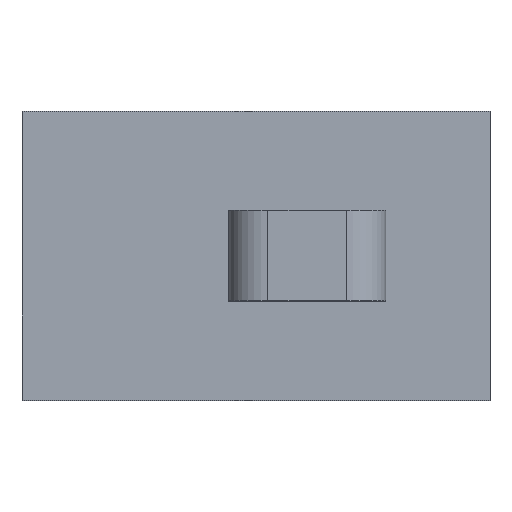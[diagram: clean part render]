
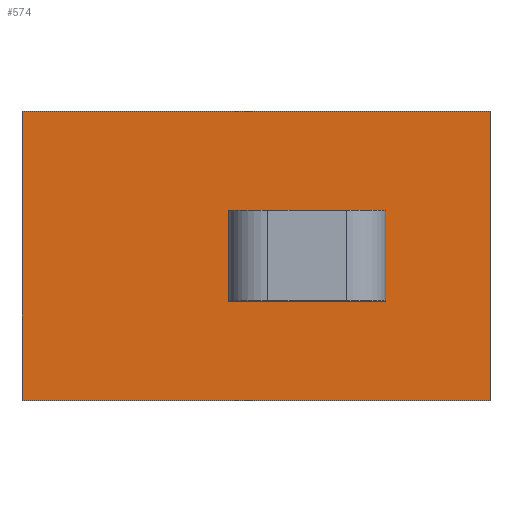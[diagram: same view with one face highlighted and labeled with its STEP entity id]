
A CAD part, top view. The second image highlights one B-rep face of the part: STEP entity #574.
In plain terms, the highlighted planar face has unit normal (0, 0, 1).
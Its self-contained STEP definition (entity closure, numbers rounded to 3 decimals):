
#46=FACE_OUTER_BOUND('',#80,.T.);
#80=EDGE_LOOP('',(#483,#484,#485,#486));
#133=LINE('',#892,#203);
#137=LINE('',#900,#207);
#140=LINE('',#906,#210);
#143=LINE('',#911,#213);
#203=VECTOR('',#730,10.);
#207=VECTOR('',#736,10.);
#210=VECTOR('',#741,10.);
#213=VECTOR('',#746,10.);
#269=VERTEX_POINT('',#890);
#270=VERTEX_POINT('',#891);
#273=VERTEX_POINT('',#899);
#275=VERTEX_POINT('',#905);
#337=EDGE_CURVE('',#269,#270,#133,.T.);
#341=EDGE_CURVE('',#270,#273,#137,.T.);
#344=EDGE_CURVE('',#273,#275,#140,.T.);
#347=EDGE_CURVE('',#275,#269,#143,.T.);
#483=ORIENTED_EDGE('',*,*,#344,.F.);
#484=ORIENTED_EDGE('',*,*,#341,.F.);
#485=ORIENTED_EDGE('',*,*,#337,.F.);
#486=ORIENTED_EDGE('',*,*,#347,.F.);
#544=PLANE('',#625);
#574=ADVANCED_FACE('',(#46),#544,.T.);
#625=AXIS2_PLACEMENT_3D('',#914,#750,#751);
#730=DIRECTION('',(0.,-1.,0.));
#736=DIRECTION('',(-1.,0.,0.));
#741=DIRECTION('',(0.,1.,0.));
#746=DIRECTION('',(1.,0.,0.));
#750=DIRECTION('center_axis',(0.,0.,1.));
#751=DIRECTION('ref_axis',(1.,0.,0.));
#890=CARTESIAN_POINT('',(8.23,5.08,7.24));
#891=CARTESIAN_POINT('',(8.23,-5.08,7.24));
#892=CARTESIAN_POINT('',(8.23,-2.54,7.24));
#899=CARTESIAN_POINT('',(-8.23,-5.08,7.24));
#900=CARTESIAN_POINT('',(-4.115,-5.08,7.24));
#905=CARTESIAN_POINT('',(-8.23,5.08,7.24));
#906=CARTESIAN_POINT('',(-8.23,2.54,7.24));
#911=CARTESIAN_POINT('',(4.115,5.08,7.24));
#914=CARTESIAN_POINT('Origin',(0.,0.,
7.24));
